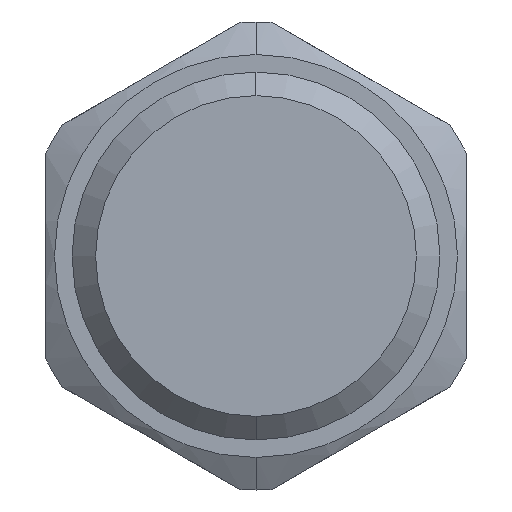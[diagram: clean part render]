
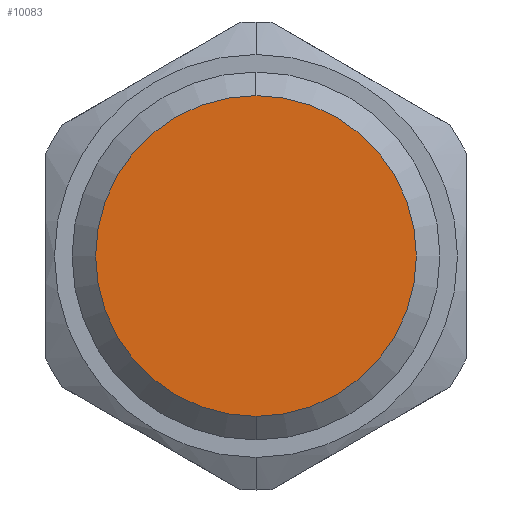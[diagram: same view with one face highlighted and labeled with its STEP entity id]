
A CAD part, left-side view. The second image highlights one B-rep face of the part: STEP entity #10083.
In plain terms, the highlighted planar face has unit normal (-1, 0, 0).
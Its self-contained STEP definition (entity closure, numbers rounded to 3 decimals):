
#4489 = EDGE_CURVE ( 'NONE', #6748, #7782, #9714, .T. ) ;
#5071 = CARTESIAN_POINT ( 'NONE',  ( -53.057, -0.245, 0. ) ) ;
#5074 = PLANE ( 'NONE',  #12717 ) ;
#5078 = DIRECTION ( 'NONE',  ( -1., 0., 0. ) ) ;
#5079 = DIRECTION ( 'NONE',  ( 0., 0., 1. ) ) ;
#5190 = EDGE_CURVE ( 'NONE', #7782, #6748, #9843, .T. ) ;
#5803 = FACE_OUTER_BOUND ( 'NONE', #9601, .T. ) ;
#6748 = VERTEX_POINT ( 'NONE', #11043 ) ;
#6996 = AXIS2_PLACEMENT_3D ( 'NONE', #10015, #10017, #10016 ) ;
#7169 = AXIS2_PLACEMENT_3D ( 'NONE', #7964, #7965, #7966 ) ;
#7782 = VERTEX_POINT ( 'NONE', #12282 ) ;
#7964 = CARTESIAN_POINT ( 'NONE',  ( -53.057, -0.245, 0. ) ) ;
#7965 = DIRECTION ( 'NONE',  ( -1., 0., 0. ) ) ;
#7966 = DIRECTION ( 'NONE',  ( 0., 0., 1. ) ) ;
#9533 = ORIENTED_EDGE ( 'NONE', *, *, #5190, .T. ) ;
#9538 = ORIENTED_EDGE ( 'NONE', *, *, #4489, .T. ) ;
#9601 = EDGE_LOOP ( 'NONE', ( #9538, #9533 ) ) ;
#9714 = CIRCLE ( 'NONE', #6996, 10.9 ) ;
#9843 = CIRCLE ( 'NONE', #7169, 10.9 ) ;
#10015 = CARTESIAN_POINT ( 'NONE',  ( -53.057, -0.245, 0. ) ) ;
#10016 = DIRECTION ( 'NONE',  ( 0., 0., 1. ) ) ;
#10017 = DIRECTION ( 'NONE',  ( -1., 0., 0. ) ) ;
#10083 = ADVANCED_FACE ( 'NONE', ( #5803 ), #5074, .T. ) ;
#11043 = CARTESIAN_POINT ( 'NONE',  ( -53.057, -0.245, -10.9 ) ) ;
#12282 = CARTESIAN_POINT ( 'NONE',  ( -53.057, -0.245, 10.9 ) ) ;
#12717 = AXIS2_PLACEMENT_3D ( 'NONE', #5071, #5078, #5079 ) ;
